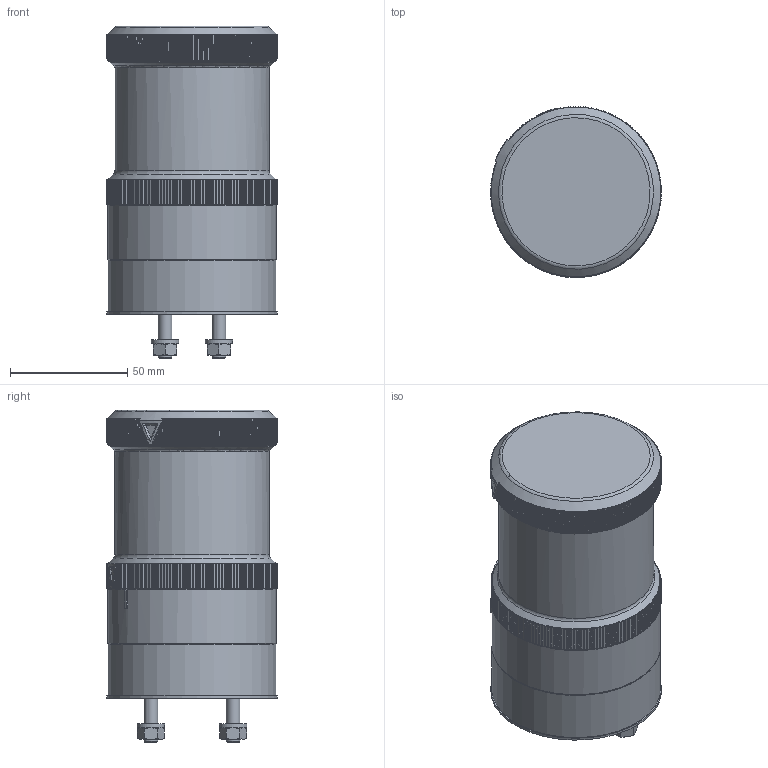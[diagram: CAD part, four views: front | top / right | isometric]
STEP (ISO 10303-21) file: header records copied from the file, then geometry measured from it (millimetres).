
FILE_DESCRIPTION(/* description */ (''),/* implementation_level */ '2;1');
FILE_NAME(/* name */ 'XMW XDC.stp',/* time_stamp */ '2014-11-06T09:48:33+01:00',/* author */ (''),/* organization */ (''),/* preprocessor_version */ 'ST-DEVELOPER v11',/* originating_system */ 'SIEMENS PLM Software NX 7.5',/* authorisation */ '');
FILE_SCHEMA (('AUTOMOTIVE_DESIGN { 1 0 10303 214 1 1 1 1 }'));
Products named in the file (1): m.neC3A7lrlo
Bounding box: 73.02 x 73.03 x 141.85 mm (x, y, z)
Volume: 602841 mm3; surface area: 90228.6 mm2
Topology: 11 solids, 11 shells, 1962 faces, 4817 edges, 2843 vertices
Faces by surface type: plane 1230, cylinder 269, cone 259, bspline 88, torus 59, sphere 57
Full cylindrical faces by diameter (mm): 5 x2, 5.795 x2, 6.5 x2, 10 x2, 15 x2, 18 x1, 62.7 x1, 65.1 x1, 66.2 x1, 70 x1, 70.2 x1, 71.6 x1, 72 x2, 73 x1
Entity records: 62146 total; most frequent: CARTESIAN_POINT 18801, ORIENTED_EDGE 9336, DIRECTION 8563, EDGE_CURVE 4668, AXIS2_PLACEMENT_3D 3441, VERTEX_POINT 2812, EDGE_LOOP 2054, ADVANCED_FACE 1962
